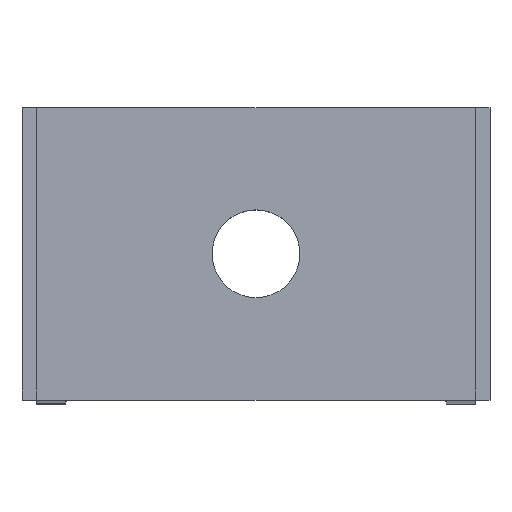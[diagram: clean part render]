
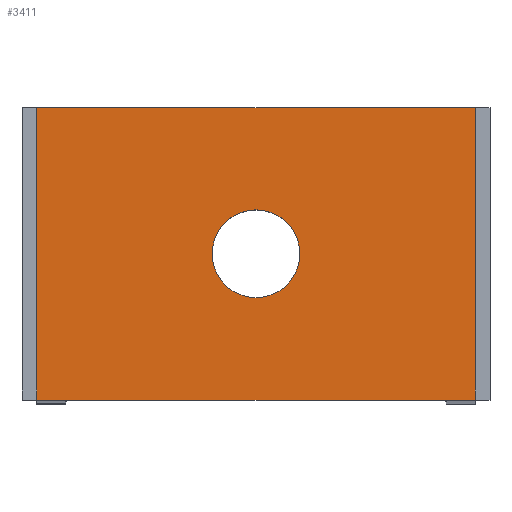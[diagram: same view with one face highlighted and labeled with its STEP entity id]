
A CAD part, top view. The second image highlights one B-rep face of the part: STEP entity #3411.
In plain terms, the highlighted planar face has unit normal (0, 0, 1).
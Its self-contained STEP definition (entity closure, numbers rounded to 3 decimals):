
#426 = PLANE('',#427);
#427 = AXIS2_PLACEMENT_3D('',#428,#429,#430);
#428 = CARTESIAN_POINT('',(30.,20.,0.));
#429 = DIRECTION('',(0.,-1.,0.));
#430 = DIRECTION('',(-1.,0.,0.));
#560 = PLANE('',#561);
#561 = AXIS2_PLACEMENT_3D('',#562,#563,#564);
#562 = CARTESIAN_POINT('',(0.,0.,0.));
#563 = DIRECTION('',(0.,1.,0.));
#564 = DIRECTION('',(1.,0.,0.));
#1097 = VERTEX_POINT('',#1098);
#1098 = CARTESIAN_POINT('',(30.,20.,175.));
#1124 = EDGE_CURVE('',#1097,#1125,#1127,.T.);
#1125 = VERTEX_POINT('',#1126);
#1126 = CARTESIAN_POINT('',(0.,20.,175.));
#1127 = SURFACE_CURVE('',#1128,(#1132,#1139),.PCURVE_S1.);
#1128 = LINE('',#1129,#1130);
#1129 = CARTESIAN_POINT('',(30.,20.,175.));
#1130 = VECTOR('',#1131,1.);
#1131 = DIRECTION('',(-1.,0.,0.));
#1132 = PCURVE('',#426,#1133);
#1133 = DEFINITIONAL_REPRESENTATION('',(#1134),#1138);
#1134 = LINE('',#1135,#1136);
#1135 = CARTESIAN_POINT('',(0.,-175.));
#1136 = VECTOR('',#1137,1.);
#1137 = DIRECTION('',(1.,0.));
#1138 = ( GEOMETRIC_REPRESENTATION_CONTEXT(2) 
PARAMETRIC_REPRESENTATION_CONTEXT() REPRESENTATION_CONTEXT('2D SPACE',''
  ) );
#1139 = PCURVE('',#1140,#1145);
#1140 = PLANE('',#1141);
#1141 = AXIS2_PLACEMENT_3D('',#1142,#1143,#1144);
#1142 = CARTESIAN_POINT('',(15.,10.,175.));
#1143 = DIRECTION('',(0.,0.,1.));
#1144 = DIRECTION('',(1.,0.,0.));
#1145 = DEFINITIONAL_REPRESENTATION('',(#1146),#1150);
#1146 = LINE('',#1147,#1148);
#1147 = CARTESIAN_POINT('',(15.,10.));
#1148 = VECTOR('',#1149,1.);
#1149 = DIRECTION('',(-1.,0.));
#1150 = ( GEOMETRIC_REPRESENTATION_CONTEXT(2) 
PARAMETRIC_REPRESENTATION_CONTEXT() REPRESENTATION_CONTEXT('2D SPACE',''
  ) );
#2334 = VERTEX_POINT('',#2335);
#2335 = CARTESIAN_POINT('',(0.,0.,175.));
#2361 = EDGE_CURVE('',#2334,#2362,#2364,.T.);
#2362 = VERTEX_POINT('',#2363);
#2363 = CARTESIAN_POINT('',(30.,0.,175.));
#2364 = SURFACE_CURVE('',#2365,(#2369,#2376),.PCURVE_S1.);
#2365 = LINE('',#2366,#2367);
#2366 = CARTESIAN_POINT('',(0.,0.,175.));
#2367 = VECTOR('',#2368,1.);
#2368 = DIRECTION('',(1.,0.,0.));
#2369 = PCURVE('',#560,#2370);
#2370 = DEFINITIONAL_REPRESENTATION('',(#2371),#2375);
#2371 = LINE('',#2372,#2373);
#2372 = CARTESIAN_POINT('',(0.,-175.));
#2373 = VECTOR('',#2374,1.);
#2374 = DIRECTION('',(1.,0.));
#2375 = ( GEOMETRIC_REPRESENTATION_CONTEXT(2) 
PARAMETRIC_REPRESENTATION_CONTEXT() REPRESENTATION_CONTEXT('2D SPACE',''
  ) );
#2376 = PCURVE('',#1140,#2377);
#2377 = DEFINITIONAL_REPRESENTATION('',(#2378),#2382);
#2378 = LINE('',#2379,#2380);
#2379 = CARTESIAN_POINT('',(-15.,-10.));
#2380 = VECTOR('',#2381,1.);
#2381 = DIRECTION('',(1.,0.));
#2382 = ( GEOMETRIC_REPRESENTATION_CONTEXT(2) 
PARAMETRIC_REPRESENTATION_CONTEXT() REPRESENTATION_CONTEXT('2D SPACE',''
  ) );
#3167 = CYLINDRICAL_SURFACE('',#3168,3.);
#3168 = AXIS2_PLACEMENT_3D('',#3169,#3170,#3171);
#3169 = CARTESIAN_POINT('',(15.,10.,0.));
#3170 = DIRECTION('',(-0.,-0.,-1.));
#3171 = DIRECTION('',(1.,0.,0.));
#3400 = PLANE('',#3401);
#3401 = AXIS2_PLACEMENT_3D('',#3402,#3403,#3404);
#3402 = CARTESIAN_POINT('',(15.,10.,175.));
#3403 = DIRECTION('',(0.,0.,1.));
#3404 = DIRECTION('',(1.,0.,0.));
#3411 = ADVANCED_FACE('',(#3412,#3463),#1140,.T.);
#3412 = FACE_BOUND('',#3413,.T.);
#3413 = EDGE_LOOP('',(#3414,#3415,#3436,#3437));
#3414 = ORIENTED_EDGE('',*,*,#2361,.T.);
#3415 = ORIENTED_EDGE('',*,*,#3416,.T.);
#3416 = EDGE_CURVE('',#2362,#1097,#3417,.T.);
#3417 = SURFACE_CURVE('',#3418,(#3422,#3429),.PCURVE_S1.);
#3418 = LINE('',#3419,#3420);
#3419 = CARTESIAN_POINT('',(30.,0.,175.));
#3420 = VECTOR('',#3421,1.);
#3421 = DIRECTION('',(0.,1.,0.));
#3422 = PCURVE('',#1140,#3423);
#3423 = DEFINITIONAL_REPRESENTATION('',(#3424),#3428);
#3424 = LINE('',#3425,#3426);
#3425 = CARTESIAN_POINT('',(15.,-10.));
#3426 = VECTOR('',#3427,1.);
#3427 = DIRECTION('',(0.,1.));
#3428 = ( GEOMETRIC_REPRESENTATION_CONTEXT(2) 
PARAMETRIC_REPRESENTATION_CONTEXT() REPRESENTATION_CONTEXT('2D SPACE',''
  ) );
#3429 = PCURVE('',#3400,#3430);
#3430 = DEFINITIONAL_REPRESENTATION('',(#3431),#3435);
#3431 = LINE('',#3432,#3433);
#3432 = CARTESIAN_POINT('',(15.,-10.));
#3433 = VECTOR('',#3434,1.);
#3434 = DIRECTION('',(0.,1.));
#3435 = ( GEOMETRIC_REPRESENTATION_CONTEXT(2) 
PARAMETRIC_REPRESENTATION_CONTEXT() REPRESENTATION_CONTEXT('2D SPACE',''
  ) );
#3436 = ORIENTED_EDGE('',*,*,#1124,.T.);
#3437 = ORIENTED_EDGE('',*,*,#3438,.T.);
#3438 = EDGE_CURVE('',#1125,#2334,#3439,.T.);
#3439 = SURFACE_CURVE('',#3440,(#3444,#3451),.PCURVE_S1.);
#3440 = LINE('',#3441,#3442);
#3441 = CARTESIAN_POINT('',(0.,20.,175.));
#3442 = VECTOR('',#3443,1.);
#3443 = DIRECTION('',(0.,-1.,0.));
#3444 = PCURVE('',#1140,#3445);
#3445 = DEFINITIONAL_REPRESENTATION('',(#3446),#3450);
#3446 = LINE('',#3447,#3448);
#3447 = CARTESIAN_POINT('',(-15.,10.));
#3448 = VECTOR('',#3449,1.);
#3449 = DIRECTION('',(0.,-1.));
#3450 = ( GEOMETRIC_REPRESENTATION_CONTEXT(2) 
PARAMETRIC_REPRESENTATION_CONTEXT() REPRESENTATION_CONTEXT('2D SPACE',''
  ) );
#3451 = PCURVE('',#3452,#3457);
#3452 = PLANE('',#3453);
#3453 = AXIS2_PLACEMENT_3D('',#3454,#3455,#3456);
#3454 = CARTESIAN_POINT('',(15.,10.,175.));
#3455 = DIRECTION('',(0.,0.,1.));
#3456 = DIRECTION('',(1.,0.,0.));
#3457 = DEFINITIONAL_REPRESENTATION('',(#3458),#3462);
#3458 = LINE('',#3459,#3460);
#3459 = CARTESIAN_POINT('',(-15.,10.));
#3460 = VECTOR('',#3461,1.);
#3461 = DIRECTION('',(0.,-1.));
#3462 = ( GEOMETRIC_REPRESENTATION_CONTEXT(2) 
PARAMETRIC_REPRESENTATION_CONTEXT() REPRESENTATION_CONTEXT('2D SPACE',''
  ) );
#3463 = FACE_BOUND('',#3464,.T.);
#3464 = EDGE_LOOP('',(#3465));
#3465 = ORIENTED_EDGE('',*,*,#3466,.T.);
#3466 = EDGE_CURVE('',#3467,#3467,#3469,.T.);
#3467 = VERTEX_POINT('',#3468);
#3468 = CARTESIAN_POINT('',(18.,10.,175.));
#3469 = SURFACE_CURVE('',#3470,(#3475,#3486),.PCURVE_S1.);
#3470 = CIRCLE('',#3471,3.);
#3471 = AXIS2_PLACEMENT_3D('',#3472,#3473,#3474);
#3472 = CARTESIAN_POINT('',(15.,10.,175.));
#3473 = DIRECTION('',(0.,0.,-1.));
#3474 = DIRECTION('',(1.,0.,0.));
#3475 = PCURVE('',#1140,#3476);
#3476 = DEFINITIONAL_REPRESENTATION('',(#3477),#3485);
#3477 = ( BOUNDED_CURVE() B_SPLINE_CURVE(2,(#3478,#3479,#3480,#3481,
#3482,#3483,#3484),.UNSPECIFIED.,.T.,.F.) B_SPLINE_CURVE_WITH_KNOTS((1,2
    ,2,2,2,1),(-2.094,0.,2.094,4.189,
6.283,8.378),.UNSPECIFIED.) CURVE() 
GEOMETRIC_REPRESENTATION_ITEM() RATIONAL_B_SPLINE_CURVE((1.,0.5,1.,0.5,
1.,0.5,1.)) REPRESENTATION_ITEM('') );
#3478 = CARTESIAN_POINT('',(3.,0.));
#3479 = CARTESIAN_POINT('',(3.,-5.196));
#3480 = CARTESIAN_POINT('',(-1.5,-2.598));
#3481 = CARTESIAN_POINT('',(-6.,0.));
#3482 = CARTESIAN_POINT('',(-1.5,2.598));
#3483 = CARTESIAN_POINT('',(3.,5.196));
#3484 = CARTESIAN_POINT('',(3.,0.));
#3485 = ( GEOMETRIC_REPRESENTATION_CONTEXT(2) 
PARAMETRIC_REPRESENTATION_CONTEXT() REPRESENTATION_CONTEXT('2D SPACE',''
  ) );
#3486 = PCURVE('',#3167,#3487);
#3487 = DEFINITIONAL_REPRESENTATION('',(#3488),#3492);
#3488 = LINE('',#3489,#3490);
#3489 = CARTESIAN_POINT('',(-6.283,-175.));
#3490 = VECTOR('',#3491,1.);
#3491 = DIRECTION('',(1.,-0.));
#3492 = ( GEOMETRIC_REPRESENTATION_CONTEXT(2) 
PARAMETRIC_REPRESENTATION_CONTEXT() REPRESENTATION_CONTEXT('2D SPACE',''
  ) );
